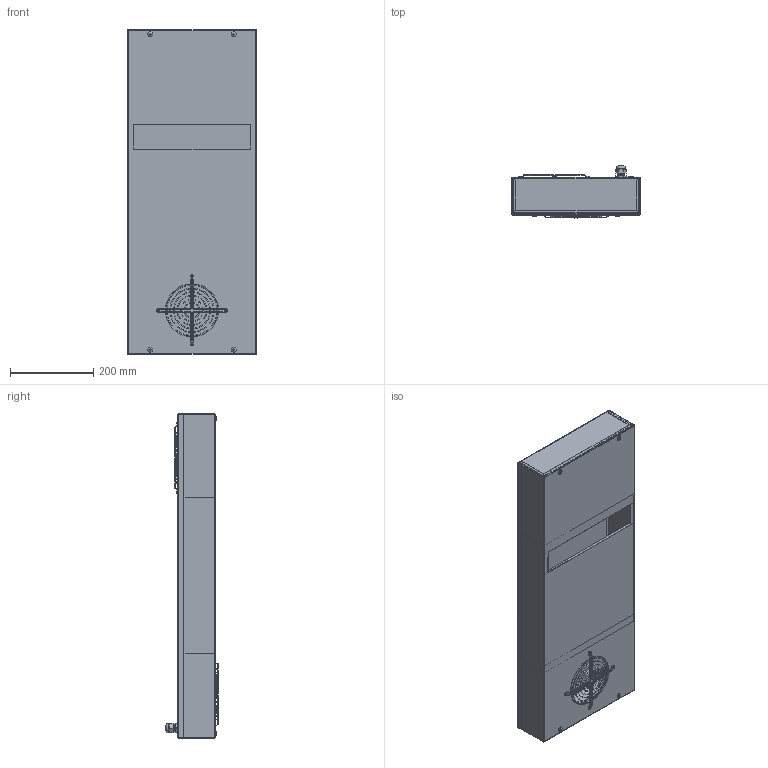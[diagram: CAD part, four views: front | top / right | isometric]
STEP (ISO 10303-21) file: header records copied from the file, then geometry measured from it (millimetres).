
FILE_DESCRIPTION( ( 'Unknown' ), '1' );
FILE_NAME( 'XVA50U1320.stp', 'Unknown', ( 'Unknown' ), ( 'Unknown' ), 'PSStep 14.0', 'Unknown', ' ' );
FILE_SCHEMA( ( 'AUTOMOTIVE_DESIGN { 1 0 10303 214 1 1 1 1 }' ) );
Length unit declared in the file: millimetre
Products named in the file (42): XVA50004; Linguetta di terra DOPPIA; Linguetta di terra DOPPIA-oa0; INSERTO-M6_ES_CH_C-BORDO; INSERTO-M6_ES_CH_C-BORDO-oa1; INSERTO-M6_ES_CH_C-BORDO-oa2; INSERTO-M6_ES_CH_C-BORDO-oa3; INSERTO-M6_ES_CH_C-BORDO-oa4; INSERTO-M6_ES_CH_C-BORDO-oa5; INSERTO-M6_ES_CH_C-BORDO-oa6; INSERTO-M6_ES_CH_C-BORDO-oa7; INSERTO-M6_ES_CH_C-BORDO-oa8; INSERTO-M6_ES_CH_C-BORDO-oa9; INSERTO-M6_ES_CH_C-BORDO-oa10; INSERTO-M6_ES_CH_C-BORDO-oa11; XVA50004_A; ISOLANTE A_XVA50004; ISOLANTE B_XVA50004; ISOLANTE C_XVA50004; XVA50002; ISOLANTE A_XVA50002; ISOLANTE B_XVA50002; ISOLANTE C_XVA50002; ISOLANTE D_XVA50002; INNESTO MASCHIO SINGOLO _ 0353000490; XWA50002_A; RIVETTO SVASATO_4x10 _ 1201800391; Assem1; GRIGLIA 9496 D116; VITE-TBTC_M6x12 _ 1201400015; PRESSACAVO OBO PG11 _ 0354001022
Assembly tree (58 placements, depth 3):
  Assem1
    GRIGLIA 9496 D116  x2
    GRIGLIA 9496 D116  x2
    GRIGLIA 9496 D116  x2
    GRIGLIA 9496 D116  x2
    GRIGLIA 9496 D116  x2
    GRIGLIA 9496 D116  x2
    GRIGLIA 9496 D116  x2
    GRIGLIA 9496 D116  x2
    GRIGLIA 9496 D116  x2
    GRIGLIA 9496 D116  x2
    VITE-TBTC_M6x12 _ 1201400015  x4
    PRESSACAVO OBO PG11 _ 0354001022
    XVA50002
      XVA50002
      ISOLANTE A_XVA50002
      ISOLANTE B_XVA50002
      ISOLANTE C_XVA50002
      ISOLANTE D_XVA50002  x2
      INNESTO MASCHIO SINGOLO _ 0353000490  x2
      XWA50002_A  x2
      RIVETTO SVASATO_4x10 _ 1201800391  x2
    XVA50004
      Linguetta di terra DOPPIA
      Linguetta di terra DOPPIA-oa0
      INSERTO-M6_ES_CH_C-BORDO
      INSERTO-M6_ES_CH_C-BORDO-oa1
      INSERTO-M6_ES_CH_C-BORDO-oa2
      INSERTO-M6_ES_CH_C-BORDO-oa3
      INSERTO-M6_ES_CH_C-BORDO-oa4
      INSERTO-M6_ES_CH_C-BORDO-oa5
      INSERTO-M6_ES_CH_C-BORDO-oa6
      INSERTO-M6_ES_CH_C-BORDO-oa7
      INSERTO-M6_ES_CH_C-BORDO-oa8
      INSERTO-M6_ES_CH_C-BORDO-oa9
      INSERTO-M6_ES_CH_C-BORDO-oa10
      INSERTO-M6_ES_CH_C-BORDO-oa11
      XVA50004
      XVA50004_A
      ISOLANTE A_XVA50004
      ISOLANTE B_XVA50004
      ISOLANTE C_XVA50004
Bounding box: 312 x 125 x 780 mm (x, y, z)
Volume: 1960541.8 mm3; surface area: 1905181.5 mm2
Topology: 56 solids, 56 shells, 1266 faces, 3102 edges, 1912 vertices
Faces by surface type: plane 716, cylinder 375, cone 74, torus 49, sphere 28, bspline 24
Full cylindrical faces by diameter (mm): 0.5 x6, 1 x2, 1.5 x4, 2 x4, 2.5 x1, 3.85 x2, 4 x2, 4.5 x26, 4.917 x12, 6 x4, 7 x4, 8 x12, 10 x1, 11.8 x4, 12 x12, 13.2 x1, 19 x2, 22 x1, 26 x1, 121.6 x1, 122 x1, 124 x2
Entity records: 36830 total; most frequent: CARTESIAN_POINT 8790, DIRECTION 4439, ORIENTED_EDGE 4132, EDGE_CURVE 2066, AXIS2_PLACEMENT_3D 1516, LINE 1407, VECTOR 1407, VERTEX_POINT 1379
